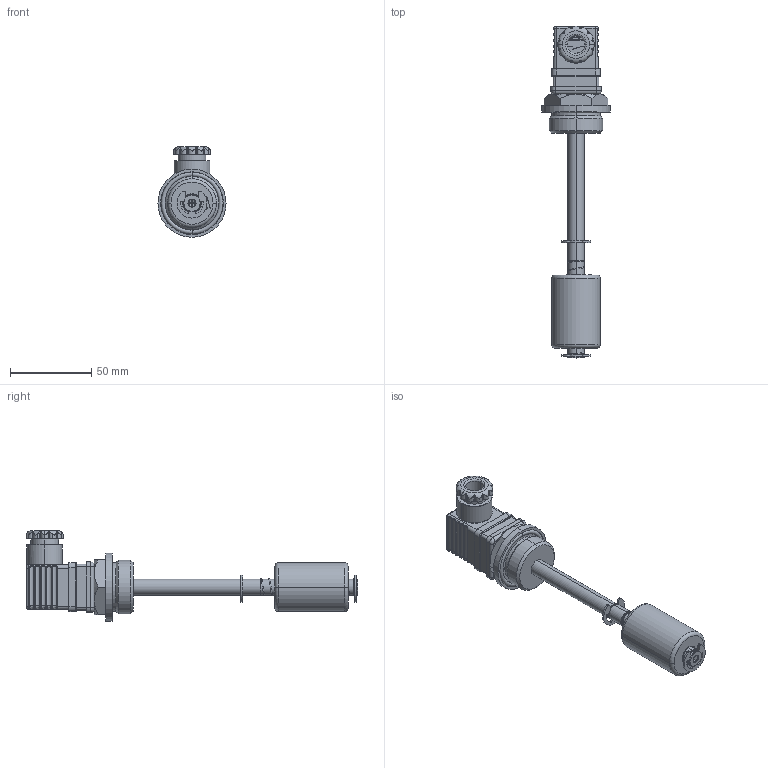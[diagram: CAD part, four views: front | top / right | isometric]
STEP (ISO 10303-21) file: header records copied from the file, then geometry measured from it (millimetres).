
FILE_DESCRIPTION (( 'STEP AP214' ), '1' );
FILE_NAME ('P31.STEP', '2020-02-12T15:42:37', ( '' ), ( '' ), 'SwSTEP 2.0', 'SolidWorks 2019', '' );
FILE_SCHEMA (( 'AUTOMOTIVE_DESIGN' ));
Length unit declared in the file: millimetre
Products named in the file (1): P31
Bounding box: 42 x 204.45 x 55.75 mm (x, y, z)
Surface area: 30327.7 mm2 (no closed solid volume)
Topology: 0 solids, 105 shells, 591 faces, 3235 edges, 2716 vertices
Faces by surface type: plane 231, cylinder 197, bspline 87, torus 52, cone 14, sphere 10
Entity records: 60654 total; most frequent: CARTESIAN_POINT 31690, ORIENTED_EDGE 4296, DIRECTION 3686, EDGE_CURVE 3231, VERTEX_POINT 2716, LINE 1504, VECTOR 1504, B_SPLINE_CURVE_WITH_KNOTS 1102
